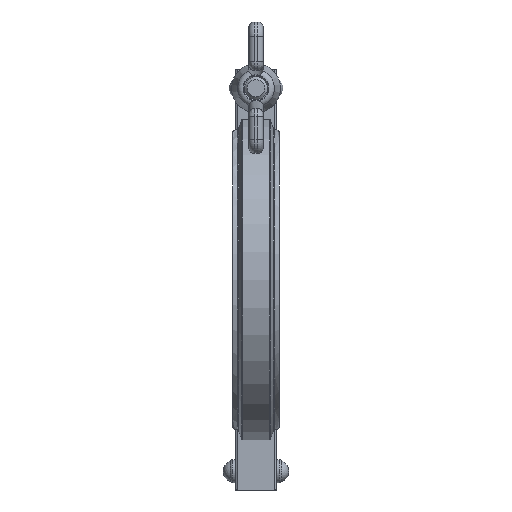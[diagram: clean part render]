
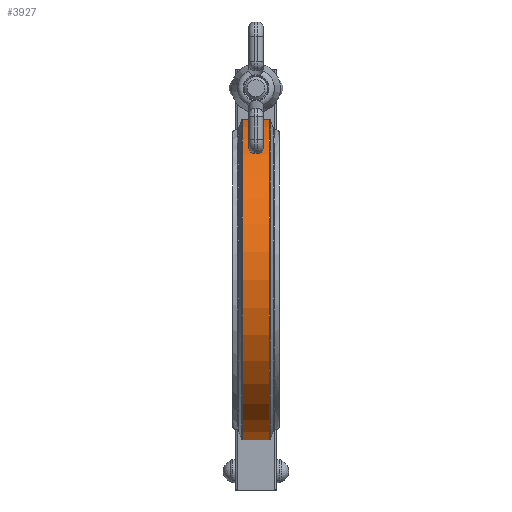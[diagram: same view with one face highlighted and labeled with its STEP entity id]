
A CAD part, front view. The second image highlights one B-rep face of the part: STEP entity #3927.
In plain terms, the highlighted cylindrical face has radius 56.5 mm (diameter 113 mm), a partial arc.
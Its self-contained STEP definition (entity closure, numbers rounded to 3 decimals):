
#3777=CARTESIAN_POINT('',(4.55,10.0,55.608));
#3778=VERTEX_POINT('',#3777);
#3795=CARTESIAN_POINT('',(-4.55,10.0,55.608));
#3796=VERTEX_POINT('',#3795);
#3797=CARTESIAN_POINT('',(-4.55,10.0,55.608));
#3798=DIRECTION('',(1.0,0.0,0.0));
#3799=VECTOR('',#3798,9.101);
#3800=LINE('',#3797,#3799);
#3801=EDGE_CURVE('',#3796,#3778,#3800,.T.);
#3867=CARTESIAN_POINT('',(4.55,10.0,-55.608));
#3868=VERTEX_POINT('',#3867);
#3885=CARTESIAN_POINT('',(4.55,0.0,0.0));
#3886=DIRECTION('',(1.0,0.0,0.0));
#3887=DIRECTION('',(0.0,1.0,0.0));
#3888=AXIS2_PLACEMENT_3D('',#3885,#3886,#3887);
#3889=CIRCLE('',#3888,56.5);
#3890=EDGE_CURVE('',#3868,#3778,#3889,.T.);
#3903=CARTESIAN_POINT('',(0.0,0.0,0.0));
#3904=DIRECTION('',(1.0,0.0,0.0));
#3905=DIRECTION('',(0.0,0.035,-0.999));
#3906=AXIS2_PLACEMENT_3D('',#3903,#3904,#3905);
#3907=CYLINDRICAL_SURFACE('',#3906,56.5);
#3908=ORIENTED_EDGE('',*,*,#3890,.F.);
#3909=CARTESIAN_POINT('',(-4.55,10.0,-55.608));
#3910=VERTEX_POINT('',#3909);
#3911=CARTESIAN_POINT('',(4.55,10.0,-55.608));
#3912=DIRECTION('',(-1.0,0.0,0.0));
#3913=VECTOR('',#3912,9.101);
#3914=LINE('',#3911,#3913);
#3915=EDGE_CURVE('',#3868,#3910,#3914,.T.);
#3916=ORIENTED_EDGE('',*,*,#3915,.T.);
#3917=CARTESIAN_POINT('',(-4.55,0.0,0.0));
#3918=DIRECTION('',(-1.0,0.0,0.0));
#3919=DIRECTION('',(0.0,1.0,0.0));
#3920=AXIS2_PLACEMENT_3D('',#3917,#3918,#3919);
#3921=CIRCLE('',#3920,56.5);
#3922=EDGE_CURVE('',#3796,#3910,#3921,.T.);
#3923=ORIENTED_EDGE('',*,*,#3922,.F.);
#3924=ORIENTED_EDGE('',*,*,#3801,.T.);
#3925=EDGE_LOOP('',(#3908,#3916,#3923,#3924));
#3926=FACE_OUTER_BOUND('',#3925,.T.);
#3927=ADVANCED_FACE('',(#3926),#3907,.T.);
